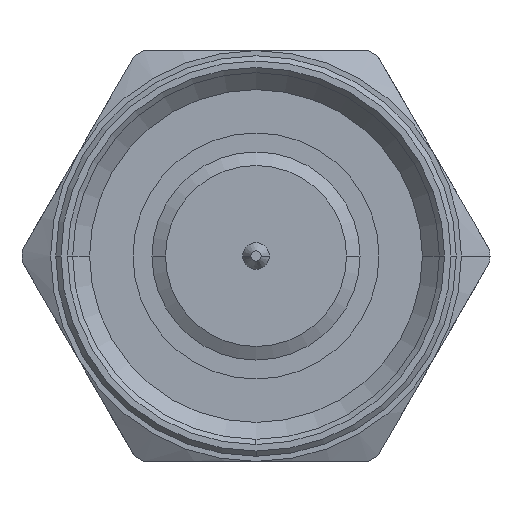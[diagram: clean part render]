
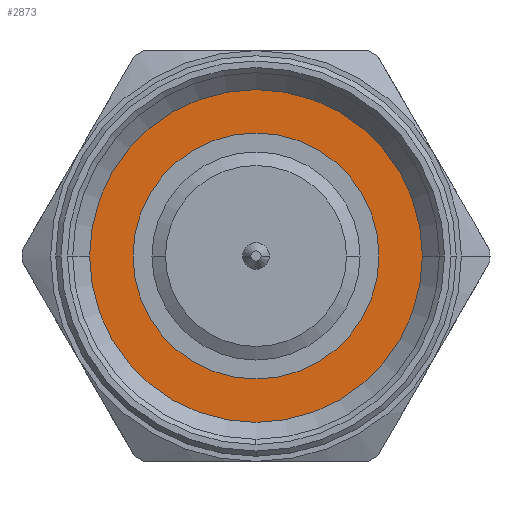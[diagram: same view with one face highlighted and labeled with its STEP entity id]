
A CAD part, left-side view. The second image highlights one B-rep face of the part: STEP entity #2873.
In plain terms, the highlighted planar face has unit normal (-1, 0, 0).
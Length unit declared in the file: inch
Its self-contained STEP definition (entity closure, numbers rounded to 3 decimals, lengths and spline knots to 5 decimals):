
#20 = EDGE_CURVE ( 'NONE', #2660, #744, #737, .T. ) ;
#240 = FACE_BOUND ( 'NONE', #722, .T. ) ;
#269 = PLANE ( 'NONE',  #3014 ) ;
#399 = DIRECTION ( 'NONE',  ( 0., 1., 0. ) ) ;
#501 = CIRCLE ( 'NONE', #2635, 0.09311 ) ;
#656 = DIRECTION ( 'NONE',  ( 0., 1., 0. ) ) ;
#663 = DIRECTION ( 'NONE',  ( 0., 1., 0. ) ) ;
#710 = AXIS2_PLACEMENT_3D ( 'NONE', #1220, #1602, #3021 ) ;
#722 = EDGE_LOOP ( 'NONE', ( #933, #1619 ) ) ;
#737 = CIRCLE ( 'NONE', #2409, 0.09311 ) ;
#744 = VERTEX_POINT ( 'NONE', #2612 ) ;
#762 = CIRCLE ( 'NONE', #1694, 0.13878 ) ;
#767 = ORIENTED_EDGE ( 'NONE', *, *, #2404, .F. ) ;
#933 = ORIENTED_EDGE ( 'NONE', *, *, #20, .F. ) ;
#986 = DIRECTION ( 'NONE',  ( -1., 0., 0. ) ) ;
#1136 = DIRECTION ( 'NONE',  ( 1., 0., 0. ) ) ;
#1220 = CARTESIAN_POINT ( 'NONE',  ( 0.22244, 0., 0. ) ) ;
#1235 = DIRECTION ( 'NONE',  ( -1., 0., 0. ) ) ;
#1384 = CARTESIAN_POINT ( 'NONE',  ( 0.22244, 0., 0. ) ) ;
#1502 = CARTESIAN_POINT ( 'NONE',  ( 0.22244, 0., 0. ) ) ;
#1602 = DIRECTION ( 'NONE',  ( -1., 0., 0. ) ) ;
#1619 = ORIENTED_EDGE ( 'NONE', *, *, #1922, .T. ) ;
#1694 = AXIS2_PLACEMENT_3D ( 'NONE', #2438, #2929, #399 ) ;
#1728 = CARTESIAN_POINT ( 'NONE',  ( 0.22244, 0.13878, 0. ) ) ;
#1922 = EDGE_CURVE ( 'NONE', #2660, #744, #501, .T. ) ;
#2047 = VERTEX_POINT ( 'NONE', #1728 ) ;
#2062 = CARTESIAN_POINT ( 'NONE',  ( 0.22244, 0.09311, 0. ) ) ;
#2083 = EDGE_CURVE ( 'NONE', #2047, #2849, #2210, .T. ) ;
#2210 = CIRCLE ( 'NONE', #710, 0.13878 ) ;
#2244 = DIRECTION ( 'NONE',  ( 0., 0., 1. ) ) ;
#2374 = CARTESIAN_POINT ( 'NONE',  ( 0.22244, -0.13878, 0. ) ) ;
#2404 = EDGE_CURVE ( 'NONE', #2047, #2849, #762, .T. ) ;
#2409 = AXIS2_PLACEMENT_3D ( 'NONE', #2959, #986, #656 ) ;
#2438 = CARTESIAN_POINT ( 'NONE',  ( 0.22244, 0., 0. ) ) ;
#2512 = FACE_OUTER_BOUND ( 'NONE', #3117, .T. ) ;
#2612 = CARTESIAN_POINT ( 'NONE',  ( 0.22244, -0.09311, 0. ) ) ;
#2635 = AXIS2_PLACEMENT_3D ( 'NONE', #1384, #1136, #663 ) ;
#2660 = VERTEX_POINT ( 'NONE', #2062 ) ;
#2849 = VERTEX_POINT ( 'NONE', #2374 ) ;
#2873 = ADVANCED_FACE ( 'NONE', ( #240, #2512 ), #269, .T. ) ;
#2929 = DIRECTION ( 'NONE',  ( 1., 0., 0. ) ) ;
#2959 = CARTESIAN_POINT ( 'NONE',  ( 0.22244, 0., 0. ) ) ;
#3014 = AXIS2_PLACEMENT_3D ( 'NONE', #1502, #1235, #2244 ) ;
#3021 = DIRECTION ( 'NONE',  ( 0., 1., 0. ) ) ;
#3117 = EDGE_LOOP ( 'NONE', ( #767, #3157 ) ) ;
#3157 = ORIENTED_EDGE ( 'NONE', *, *, #2083, .T. ) ;
